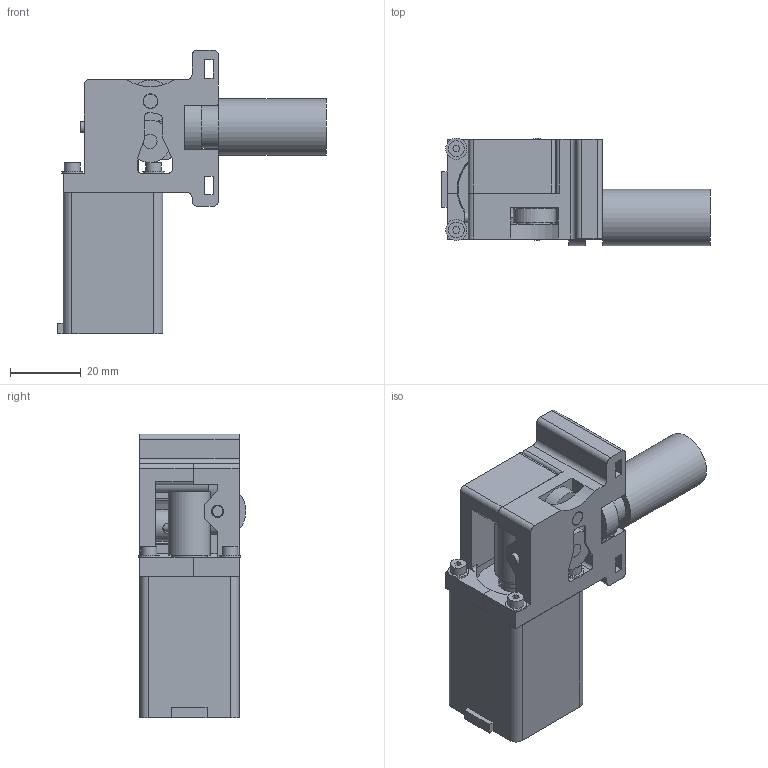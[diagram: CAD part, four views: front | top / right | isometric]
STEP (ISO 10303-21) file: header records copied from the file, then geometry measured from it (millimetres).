
FILE_DESCRIPTION(/* description */ (''),/* implementation_level */ '2;1');
FILE_NAME(/* name */ '64_01_00_e01_Microextruder.stp',/* time_stamp */ '2015-03-24T20:53:39+11:00',/* author */ (''),/* organization */ (''),/* preprocessor_version */ 'ST-DEVELOPER v11',/* originating_system */ 'SIEMENS PLM Software NX 7.5',/* authorisation */ '');
FILE_SCHEMA (('AUTOMOTIVE_DESIGN { 1 0 10303 214 1 1 1 1 }'));
Length unit declared in the file: millimetre
Products named in the file (1): zbysC55Bpnga
Bounding box: 76 x 30.5 x 80.35 mm (x, y, z)
Volume: 62610.9 mm3; surface area: 27304.4 mm2
Topology: 21 solids, 21 shells, 303 faces, 782 edges, 536 vertices
Faces by surface type: plane 173, cylinder 126, bspline 3, torus 1
Full cylindrical faces by diameter (mm): 2.5 x9, 2.7 x4, 3 x14, 3.5 x2, 4 x7, 4.2 x2, 4.5 x4, 5 x4, 6 x4, 6.5 x1, 9 x1, 9.6 x1, 10 x2, 12 x5, 16 x2, 22 x1
Entity records: 9230 total; most frequent: CARTESIAN_POINT 1975, DIRECTION 1491, ORIENTED_EDGE 1312, EDGE_CURVE 656, AXIS2_PLACEMENT_3D 554, VERTEX_POINT 478, EDGE_LOOP 446, LINE 383
